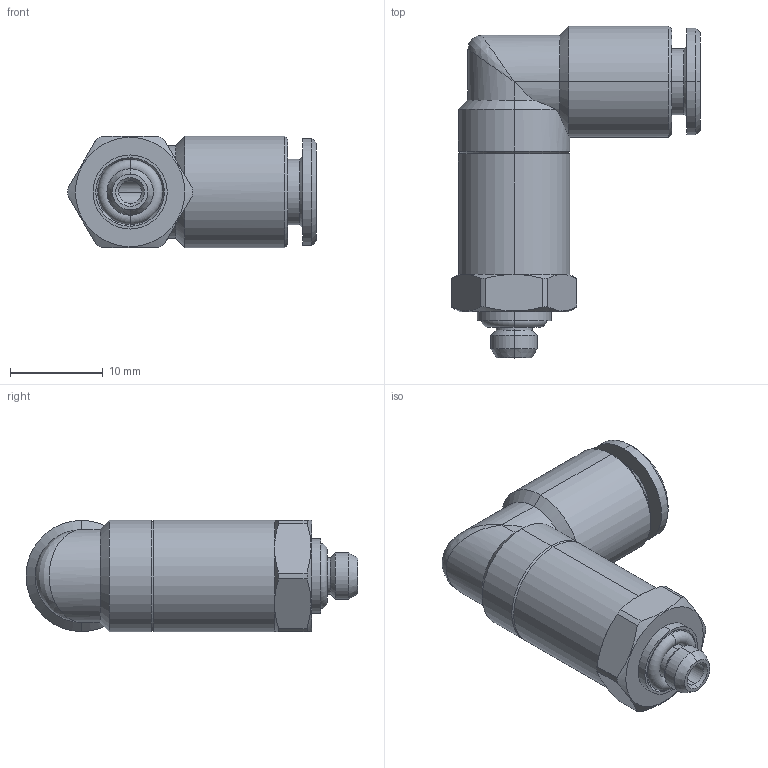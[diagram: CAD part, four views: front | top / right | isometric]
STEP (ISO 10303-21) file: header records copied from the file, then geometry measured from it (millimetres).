
FILE_DESCRIPTION (( 'STEP AP203' ), '1' );
FILE_NAME ('B0090030.STEP', '2011-03-23T14:15:41', ( 'Flavio' ), ( '' ), 'SwSTEP 2.0', 'SolidWorks 2009', '' );
FILE_SCHEMA (( 'CONFIG_CONTROL_DESIGN' ));
Length unit declared in the file: millimetre
Products named in the file (1): B0090030
Bounding box: 26.85 x 35.8 x 12 mm (x, y, z)
Volume: 4156.5 mm3; surface area: 2787.7 mm2
Topology: 2 solids, 4 shells, 104 faces, 231 edges, 138 vertices
Faces by surface type: cylinder 40, cone 34, plane 25, torus 4, bspline 1
Entity records: 3561 total; most frequent: CARTESIAN_POINT 1199, DIRECTION 502, ORIENTED_EDGE 458, EDGE_CURVE 229, AXIS2_PLACEMENT_3D 206, VERTEX_POINT 138, EDGE_LOOP 113, FACE_OUTER_BOUND 104
